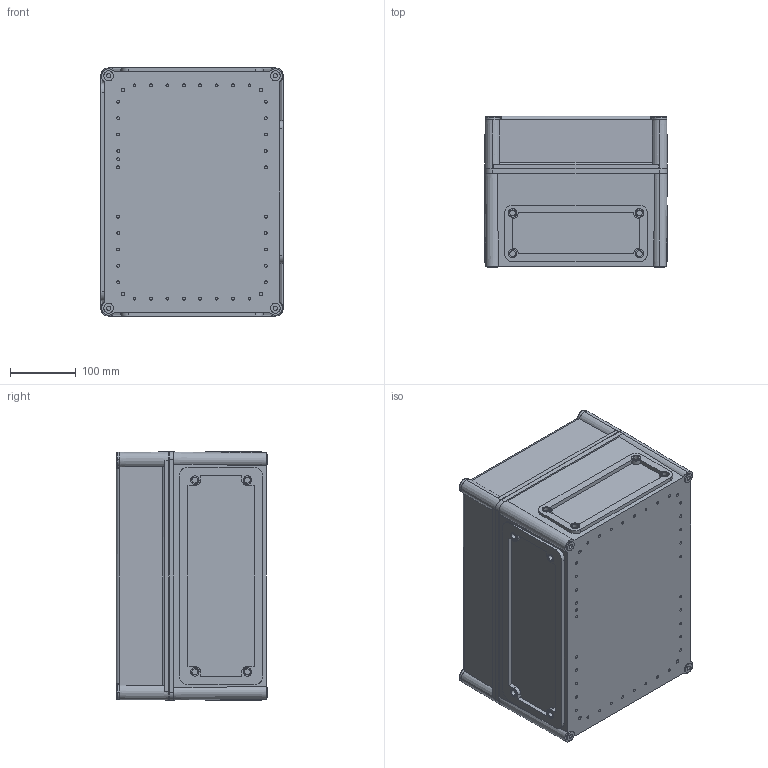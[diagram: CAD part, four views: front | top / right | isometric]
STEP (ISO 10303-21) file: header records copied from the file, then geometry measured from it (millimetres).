
FILE_DESCRIPTION (( 'STEP AP214' ), '1' );
FILE_NAME ('FIBOX_EKPK_230G_2538058.STEP', '2022-12-19T11:06:55', ( 'fiboxadmin' ), ( '' ), 'SwSTEP 2.0', 'SolidWorks 2021', '' );
FILE_SCHEMA (( 'AUTOMOTIVE_DESIGN' ));
Length unit declared in the file: millimetre
Products named in the file (4): SS 10563 long Cross head screw; FIBOX_EKP80C; FIBOX_EKPK_230G_2538058; Fibox_EKPK_380x280x150_B
Assembly tree (6 placements, depth 2):
  FIBOX_EKPK_230G_2538058
    Fibox_EKPK_380x280x150_B
    FIBOX_EKP80C
    SS 10563 long Cross head screw  x4
Bounding box: 279 x 230.5 x 379 mm (x, y, z)
Volume: 2296826 mm3; surface area: 1064836.5 mm2
Topology: 6 solids, 7 shells, 1465 faces, 3731 edges, 2421 vertices
Faces by surface type: plane 754, cylinder 540, cone 105, bspline 56, torus 10
Entity records: 36431 total; most frequent: CARTESIAN_POINT 7861, DIRECTION 5847, ORIENTED_EDGE 5590, EDGE_CURVE 2795, AXIS2_PLACEMENT_3D 2174, VERTEX_POINT 1836, LINE 1499, VECTOR 1499
